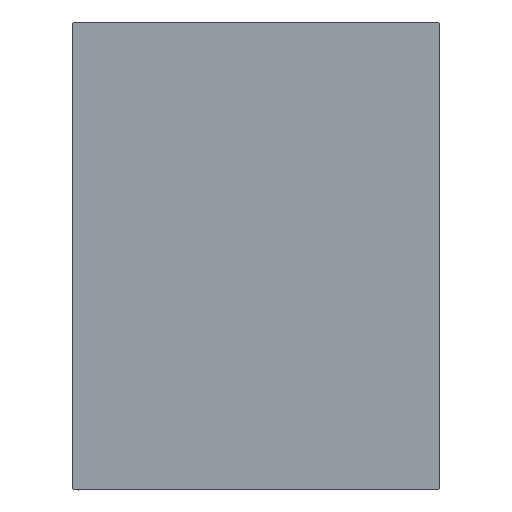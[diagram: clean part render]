
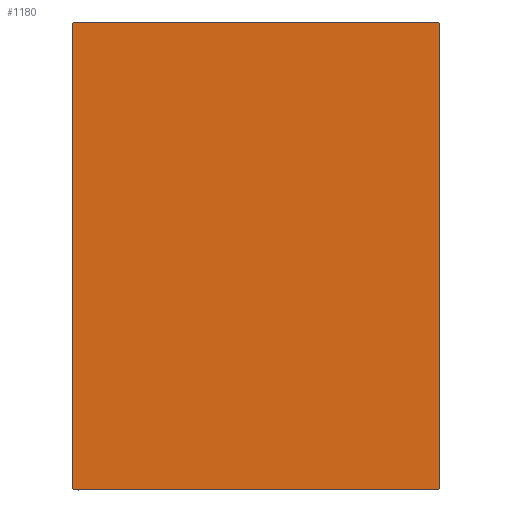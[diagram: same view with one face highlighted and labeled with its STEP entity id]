
A CAD part, left-side view. The second image highlights one B-rep face of the part: STEP entity #1180.
In plain terms, the highlighted face is planar.
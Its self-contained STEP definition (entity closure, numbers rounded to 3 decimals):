
#17 = EDGE_CURVE ( 'NONE', #12838, #9288, #18204, .T. ) ;
#1142 = CARTESIAN_POINT ( 'NONE',  ( 213., 55., -70. ) ) ;
#1180 = ADVANCED_FACE ( 'NONE', ( #6584 ), #3302, .T. ) ;
#1277 = LINE ( 'NONE', #24245, #16553 ) ;
#2965 = CARTESIAN_POINT ( 'NONE',  ( 213., -55., 69.7 ) ) ;
#3302 = PLANE ( 'NONE',  #26899 ) ;
#4288 = ORIENTED_EDGE ( 'NONE', *, *, #20894, .T. ) ;
#5166 = DIRECTION ( 'NONE',  ( 0., -0.707, 0.707 ) ) ;
#5199 = CARTESIAN_POINT ( 'NONE',  ( 213., 55., -69.7 ) ) ;
#5472 = LINE ( 'NONE', #27996, #31476 ) ;
#5557 = CARTESIAN_POINT ( 'NONE',  ( 213., -54.7, 70. ) ) ;
#6584 = FACE_OUTER_BOUND ( 'NONE', #23111, .T. ) ;
#7559 = CARTESIAN_POINT ( 'NONE',  ( 213., 55., 69.7 ) ) ;
#7578 = EDGE_CURVE ( 'NONE', #9288, #16456, #41247, .T. ) ;
#7868 = LINE ( 'NONE', #13778, #25223 ) ;
#9288 = VERTEX_POINT ( 'NONE', #7559 ) ;
#9317 = VECTOR ( 'NONE', #25805, 1000. ) ;
#12838 = VERTEX_POINT ( 'NONE', #5199 ) ;
#13286 = CARTESIAN_POINT ( 'NONE',  ( 213., 54.7, 70. ) ) ;
#13778 = CARTESIAN_POINT ( 'NONE',  ( 213., -62.35, -62.35 ) ) ;
#13812 = VERTEX_POINT ( 'NONE', #32354 ) ;
#15769 = LINE ( 'NONE', #42431, #9317 ) ;
#16227 = ORIENTED_EDGE ( 'NONE', *, *, #17, .T. ) ;
#16336 = ORIENTED_EDGE ( 'NONE', *, *, #20162, .T. ) ;
#16456 = VERTEX_POINT ( 'NONE', #13286 ) ;
#16553 = VECTOR ( 'NONE', #28160, 1000. ) ;
#16990 = EDGE_CURVE ( 'NONE', #16456, #35417, #38569, .T. ) ;
#17080 = DIRECTION ( 'NONE',  ( 0., 0., -1. ) ) ;
#17924 = ORIENTED_EDGE ( 'NONE', *, *, #40813, .T. ) ;
#18204 = LINE ( 'NONE', #1142, #23406 ) ;
#18249 = CARTESIAN_POINT ( 'NONE',  ( 213., 55., 70. ) ) ;
#20021 = ORIENTED_EDGE ( 'NONE', *, *, #27069, .T. ) ;
#20025 = CARTESIAN_POINT ( 'NONE',  ( 213., -54.7, -70. ) ) ;
#20162 = EDGE_CURVE ( 'NONE', #29248, #26798, #5472, .T. ) ;
#20894 = EDGE_CURVE ( 'NONE', #13812, #29248, #7868, .T. ) ;
#22148 = CARTESIAN_POINT ( 'NONE',  ( 213., 62.35, -62.35 ) ) ;
#22572 = DIRECTION ( 'NONE',  ( 0., 0.707, 0.707 ) ) ;
#23111 = EDGE_LOOP ( 'NONE', ( #16336, #17924, #16227, #33460, #32738, #20021, #31168, #4288 ) ) ;
#23406 = VECTOR ( 'NONE', #30663, 1000. ) ;
#24245 = CARTESIAN_POINT ( 'NONE',  ( 213., -55., 70. ) ) ;
#24625 = CARTESIAN_POINT ( 'NONE',  ( 213., 62.35, 62.35 ) ) ;
#25223 = VECTOR ( 'NONE', #27102, 1000. ) ;
#25417 = LINE ( 'NONE', #22148, #28370 ) ;
#25655 = DIRECTION ( 'NONE',  ( 0., -1., 0. ) ) ;
#25805 = DIRECTION ( 'NONE',  ( 0., -0.707, -0.707 ) ) ;
#26798 = VERTEX_POINT ( 'NONE', #32473 ) ;
#26899 = AXIS2_PLACEMENT_3D ( 'NONE', #33251, #27117, #17080 ) ;
#27069 = EDGE_CURVE ( 'NONE', #35417, #32137, #15769, .T. ) ;
#27102 = DIRECTION ( 'NONE',  ( 0., 0.707, -0.707 ) ) ;
#27117 = DIRECTION ( 'NONE',  ( 1., 0., 0. ) ) ;
#27913 = VECTOR ( 'NONE', #25655, 1000. ) ;
#27996 = CARTESIAN_POINT ( 'NONE',  ( 213., -55., -70. ) ) ;
#28160 = DIRECTION ( 'NONE',  ( 0., 0., -1. ) ) ;
#28370 = VECTOR ( 'NONE', #22572, 1000. ) ;
#28854 = DIRECTION ( 'NONE',  ( 0., 1., 0. ) ) ;
#29248 = VERTEX_POINT ( 'NONE', #20025 ) ;
#30663 = DIRECTION ( 'NONE',  ( 0., 0., 1. ) ) ;
#31168 = ORIENTED_EDGE ( 'NONE', *, *, #41305, .T. ) ;
#31476 = VECTOR ( 'NONE', #28854, 1000. ) ;
#32137 = VERTEX_POINT ( 'NONE', #2965 ) ;
#32354 = CARTESIAN_POINT ( 'NONE',  ( 213., -55., -69.7 ) ) ;
#32473 = CARTESIAN_POINT ( 'NONE',  ( 213., 54.7, -70. ) ) ;
#32738 = ORIENTED_EDGE ( 'NONE', *, *, #16990, .T. ) ;
#33251 = CARTESIAN_POINT ( 'NONE',  ( 213., 0., 0. ) ) ;
#33460 = ORIENTED_EDGE ( 'NONE', *, *, #7578, .T. ) ;
#35417 = VERTEX_POINT ( 'NONE', #5557 ) ;
#38569 = LINE ( 'NONE', #18249, #27913 ) ;
#40813 = EDGE_CURVE ( 'NONE', #26798, #12838, #25417, .T. ) ;
#41247 = LINE ( 'NONE', #24625, #41842 ) ;
#41305 = EDGE_CURVE ( 'NONE', #32137, #13812, #1277, .T. ) ;
#41842 = VECTOR ( 'NONE', #5166, 1000. ) ;
#42431 = CARTESIAN_POINT ( 'NONE',  ( 213., -62.35, 62.35 ) ) ;
